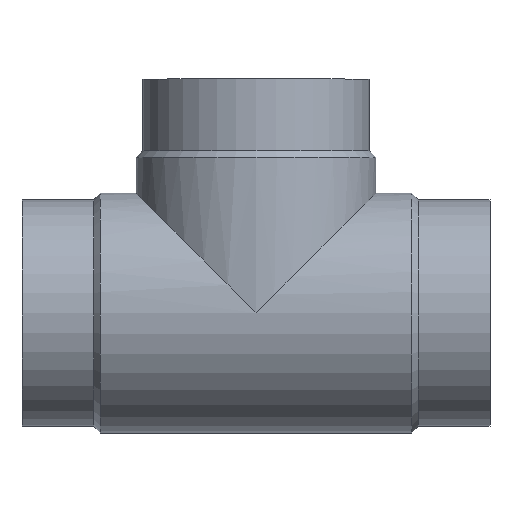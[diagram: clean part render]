
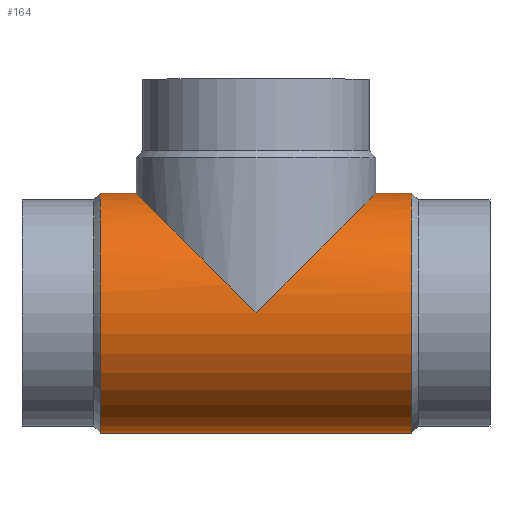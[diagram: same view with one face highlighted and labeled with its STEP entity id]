
A CAD part, top view. The second image highlights one B-rep face of the part: STEP entity #164.
In plain terms, the highlighted cylindrical face has radius 95.35 mm (diameter 190.7 mm), a partial arc.
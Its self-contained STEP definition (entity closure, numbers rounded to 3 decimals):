
#148 = EDGE_CURVE( '', #302, #332, #391, .T. );
#160 = VERTEX_POINT( '', #405 );
#164 = ADVANCED_FACE( '', ( #409 ), #410, .T. );
#210 = VERTEX_POINT( '', #461 );
#238 = EDGE_CURVE( '', #336, #210, #492, .T. );
#250 = EDGE_CURVE( '', #302, #254, #506, .T. );
#254 = VERTEX_POINT( '', #511 );
#270 = EDGE_CURVE( '', #324, #160, #530, .T. );
#292 = EDGE_CURVE( '', #254, #336, #555, .T. );
#302 = VERTEX_POINT( '', #565 );
#304 = EDGE_CURVE( '', #210, #324, #567, .T. );
#320 = EDGE_CURVE( '', #160, #332, #584, .T. );
#324 = VERTEX_POINT( '', #588 );
#332 = VERTEX_POINT( '', #596 );
#336 = VERTEX_POINT( '', #600 );
#391 = CIRCLE( '', #653, 95.35 );
#405 = CARTESIAN_POINT( '', ( -281.35, 95.35, 0. ) );
#409 = FACE_OUTER_BOUND( '', #674, .T. );
#410 = CYLINDRICAL_SURFACE( '', #675, 95.35 );
#461 = CARTESIAN_POINT( '', ( -90.65, 95.35, 0. ) );
#492 = LINE( '', #783, #784 );
#506 = LINE( '', #803, #804 );
#511 = CARTESIAN_POINT( '', ( -62.35, -95.35, 0. ) );
#530 = ELLIPSE( '', #832, 134.845, 95.35 );
#555 = CIRCLE( '', #864, 95.35 );
#565 = CARTESIAN_POINT( '', ( -309.65, -95.35, 0. ) );
#567 = ELLIPSE( '', #881, 134.845, 95.35 );
#584 = LINE( '', #908, #909 );
#588 = CARTESIAN_POINT( '', ( -186., 0., 95.35 ) );
#596 = CARTESIAN_POINT( '', ( -309.65, 95.35, 0. ) );
#600 = CARTESIAN_POINT( '', ( -62.35, 95.35, 0. ) );
#653 = AXIS2_PLACEMENT_3D( '', #993, #994, #995 );
#674 = EDGE_LOOP( '', ( #1014, #1015, #1016, #1017, #1018, #1019, #1020 ) );
#675 = AXIS2_PLACEMENT_3D( '', #1021, #1022, #1023 );
#783 = CARTESIAN_POINT( '', ( -186., 95.35, 0. ) );
#784 = VECTOR( '', #1121, 1. );
#803 = CARTESIAN_POINT( '', ( -186., -95.35, 0. ) );
#804 = VECTOR( '', #1147, 1. );
#832 = AXIS2_PLACEMENT_3D( '', #1179, #1180, #1181 );
#864 = AXIS2_PLACEMENT_3D( '', #1216, #1217, #1218 );
#881 = AXIS2_PLACEMENT_3D( '', #1226, #1227, #1228 );
#908 = CARTESIAN_POINT( '', ( -186., 95.35, 0. ) );
#909 = VECTOR( '', #1245, 1. );
#993 = CARTESIAN_POINT( '', ( -309.65, 0., 0. ) );
#994 = DIRECTION( '', ( -1., 0., 0. ) );
#995 = DIRECTION( '', ( 0., 1., 0. ) );
#1014 = ORIENTED_EDGE( '', *, *, #238, .T. );
#1015 = ORIENTED_EDGE( '', *, *, #304, .T. );
#1016 = ORIENTED_EDGE( '', *, *, #270, .T. );
#1017 = ORIENTED_EDGE( '', *, *, #320, .T. );
#1018 = ORIENTED_EDGE( '', *, *, #148, .F. );
#1019 = ORIENTED_EDGE( '', *, *, #250, .T. );
#1020 = ORIENTED_EDGE( '', *, *, #292, .T. );
#1021 = CARTESIAN_POINT( '', ( -186., 0., 0. ) );
#1022 = DIRECTION( '', ( 1., 0., 0. ) );
#1023 = DIRECTION( '', ( 0., 1., 0. ) );
#1121 = DIRECTION( '', ( -1., 0., 0. ) );
#1147 = DIRECTION( '', ( 1., 0., 0. ) );
#1179 = CARTESIAN_POINT( '', ( -186., 0., 0. ) );
#1180 = DIRECTION( '', ( -0.707, -0.707, 0. ) );
#1181 = DIRECTION( '', ( 0.707, -0.707, 0. ) );
#1216 = CARTESIAN_POINT( '', ( -62.35, 0., 0. ) );
#1217 = DIRECTION( '', ( -1., 0., 0. ) );
#1218 = DIRECTION( '', ( 0., 1., 0. ) );
#1226 = CARTESIAN_POINT( '', ( -186., 0., 0. ) );
#1227 = DIRECTION( '', ( 0.707, -0.707, 0. ) );
#1228 = DIRECTION( '', ( 0.707, 0.707, 0. ) );
#1245 = DIRECTION( '', ( -1., 0., 0. ) );
